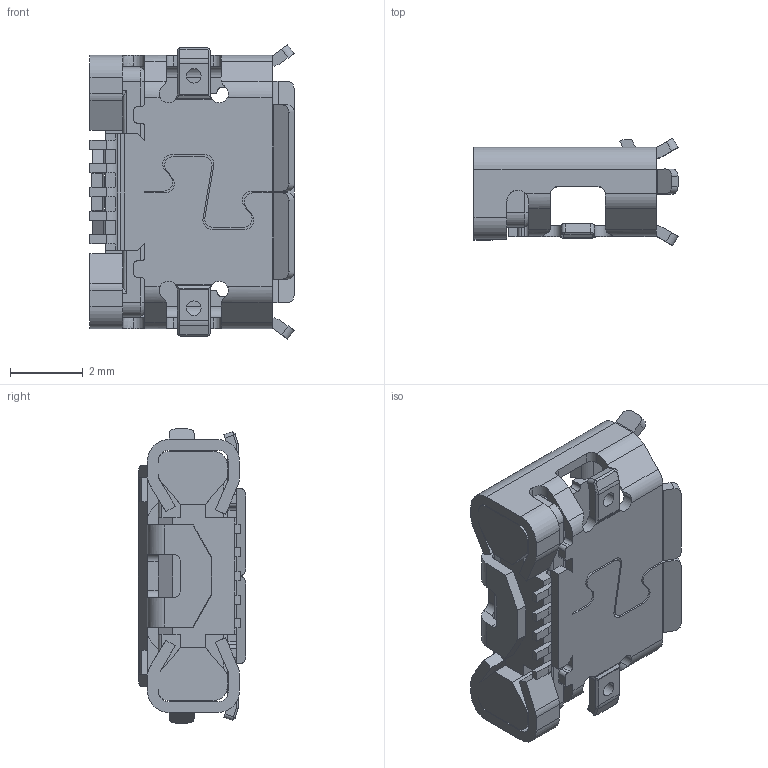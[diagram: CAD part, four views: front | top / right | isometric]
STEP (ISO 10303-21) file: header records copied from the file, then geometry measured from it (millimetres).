
FILE_DESCRIPTION(('OneSpaceDesigner STEP Export'),'2;1');
FILE_NAME('ZX62-B-5P.stp','2007-09-28T13:50:16',(''),(''),'OneSpace Designer STEP processor for AP214 (Solid Model)','OneSpace Modeling 15.00A 14-Mar-2007 (C) CoCreate Software GmbH','');
FILE_SCHEMA(('AUTOMOTIVE_DESIGN { 1 0 10303 214 1 1 1 1 }'));
Length unit declared in the file: millimetre
Products named in the file (2): ZX62-B-5P
Assembly tree (1 placements, depth 2):
  ZX62-B-5P
    ZX62-B-5P
Bounding box: 5.6 x 2.95 x 8.07 mm (x, y, z)
Volume: 39.7 mm3; surface area: 241.4 mm2
Topology: 1 solids, 1 shells, 479 faces, 1428 edges, 921 vertices
Faces by surface type: plane 276, cylinder 188, cone 8, bspline 6, torus 1
Entity records: 17254 total; most frequent: CARTESIAN_POINT 4419, ORIENTED_EDGE 2856, DIRECTION 2536, EDGE_CURVE 1428, VECTOR 926, LINE 926, VERTEX_POINT 921, AXIS2_PLACEMENT_3D 805
